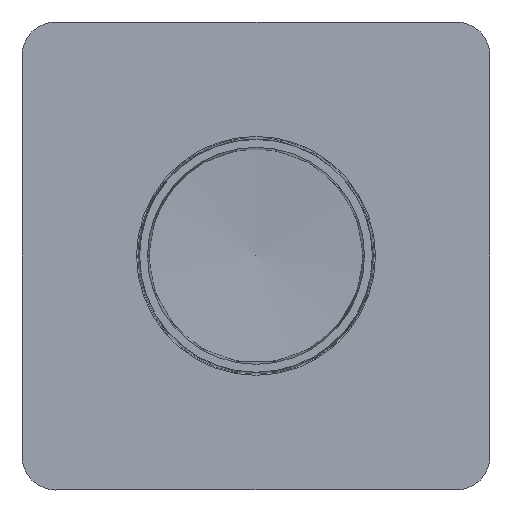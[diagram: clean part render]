
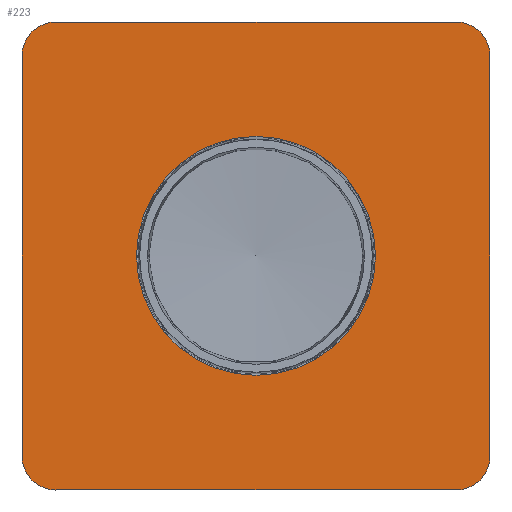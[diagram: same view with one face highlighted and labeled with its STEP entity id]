
A CAD part, left-side view. The second image highlights one B-rep face of the part: STEP entity #223.
In plain terms, the highlighted planar face has unit normal (-1, 0, 0).
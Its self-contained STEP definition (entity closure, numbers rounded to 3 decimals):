
#223=ADVANCED_FACE('',(#359,#360),#303,.T.);
#303=PLANE('',#1623);
#359=FACE_BOUND('',#411,.T.);
#360=FACE_BOUND('',#412,.T.);
#411=EDGE_LOOP('',(#678,#679,#680,#681,#682,#683,#684,#685));
#412=EDGE_LOOP('',(#686));
#518=CIRCLE('',#1613,3.84);
#519=CIRCLE('',#1616,3.84);
#520=CIRCLE('',#1619,3.84);
#521=CIRCLE('',#1621,3.84);
#522=CIRCLE('',#1622,13.6);
#678=ORIENTED_EDGE('',*,*,#1272,.T.);
#679=ORIENTED_EDGE('',*,*,#1263,.T.);
#680=ORIENTED_EDGE('',*,*,#1265,.T.);
#681=ORIENTED_EDGE('',*,*,#1267,.T.);
#682=ORIENTED_EDGE('',*,*,#1269,.T.);
#683=ORIENTED_EDGE('',*,*,#1271,.T.);
#684=ORIENTED_EDGE('',*,*,#1273,.T.);
#685=ORIENTED_EDGE('',*,*,#1274,.T.);
#686=ORIENTED_EDGE('',*,*,#1275,.T.);
#1110=VERTEX_POINT('',#2672);
#1111=VERTEX_POINT('',#2674);
#1112=VERTEX_POINT('',#2678);
#1113=VERTEX_POINT('',#2682);
#1114=VERTEX_POINT('',#2686);
#1115=VERTEX_POINT('',#2690);
#1116=VERTEX_POINT('',#2694);
#1117=VERTEX_POINT('',#2696);
#1118=VERTEX_POINT('',#2699);
#1263=EDGE_CURVE('',#1110,#1111,#518,.T.);
#1265=EDGE_CURVE('',#1111,#1112,#1441,.T.);
#1267=EDGE_CURVE('',#1112,#1113,#519,.T.);
#1269=EDGE_CURVE('',#1113,#1114,#1444,.T.);
#1271=EDGE_CURVE('',#1114,#1115,#520,.T.);
#1272=EDGE_CURVE('',#1116,#1110,#1446,.T.);
#1273=EDGE_CURVE('',#1115,#1117,#1447,.T.);
#1274=EDGE_CURVE('',#1117,#1116,#521,.T.);
#1275=EDGE_CURVE('',#1118,#1118,#522,.T.);
#1441=LINE('',#2679,#1524);
#1444=LINE('',#2687,#1527);
#1446=LINE('',#2693,#1529);
#1447=LINE('',#2695,#1530);
#1524=VECTOR('',#1832,1.);
#1527=VECTOR('',#1841,1.);
#1529=VECTOR('',#1849,1.);
#1530=VECTOR('',#1850,1.);
#1613=AXIS2_PLACEMENT_3D('',#2675,#1827,#1828);
#1616=AXIS2_PLACEMENT_3D('',#2683,#1836,#1837);
#1619=AXIS2_PLACEMENT_3D('',#2691,#1845,#1846);
#1621=AXIS2_PLACEMENT_3D('',#2697,#1851,#1852);
#1622=AXIS2_PLACEMENT_3D('',#2698,#1853,#1854);
#1623=AXIS2_PLACEMENT_3D('',#2700,#1855,#1856);
#1827=DIRECTION('',(-1.,0.,0.));
#1828=DIRECTION('',(0.,0.,-1.));
#1832=DIRECTION('',(0.,0.,-1.));
#1836=DIRECTION('',(-1.,0.,0.));
#1837=DIRECTION('',(0.,0.,-1.));
#1841=DIRECTION('',(0.,-1.,0.));
#1845=DIRECTION('',(-1.,0.,0.));
#1846=DIRECTION('',(0.,0.,-1.));
#1849=DIRECTION('',(0.,1.,0.));
#1850=DIRECTION('',(0.,0.,1.));
#1851=DIRECTION('',(-1.,0.,0.));
#1852=DIRECTION('',(0.,0.,-1.));
#1853=DIRECTION('',(1.,0.,0.));
#1854=DIRECTION('',(0.,0.,-1.));
#1855=DIRECTION('',(-1.,0.,0.));
#1856=DIRECTION('',(0.,0.,-1.));
#2672=CARTESIAN_POINT('',(69.745,55.295,87.967));
#2674=CARTESIAN_POINT('',(69.745,59.135,84.127));
#2675=CARTESIAN_POINT('',(69.745,55.295,84.127));
#2678=CARTESIAN_POINT('',(69.745,59.135,38.527));
#2679=CARTESIAN_POINT('',(69.745,59.135,84.127));
#2682=CARTESIAN_POINT('',(69.745,55.295,34.687));
#2683=CARTESIAN_POINT('',(69.745,55.295,38.527));
#2686=CARTESIAN_POINT('',(69.745,9.695,34.687));
#2687=CARTESIAN_POINT('',(69.745,55.295,34.687));
#2690=CARTESIAN_POINT('',(69.745,5.855,38.527));
#2691=CARTESIAN_POINT('',(69.745,9.695,38.527));
#2693=CARTESIAN_POINT('',(69.745,9.695,87.967));
#2694=CARTESIAN_POINT('',(69.745,9.695,87.967));
#2695=CARTESIAN_POINT('',(69.745,5.855,38.527));
#2696=CARTESIAN_POINT('',(69.745,5.855,84.127));
#2697=CARTESIAN_POINT('',(69.745,9.695,84.127));
#2698=CARTESIAN_POINT('',(69.745,32.495,61.346));
#2699=CARTESIAN_POINT('',(69.745,32.495,47.746));
#2700=CARTESIAN_POINT('',(69.745,55.295,84.127));
